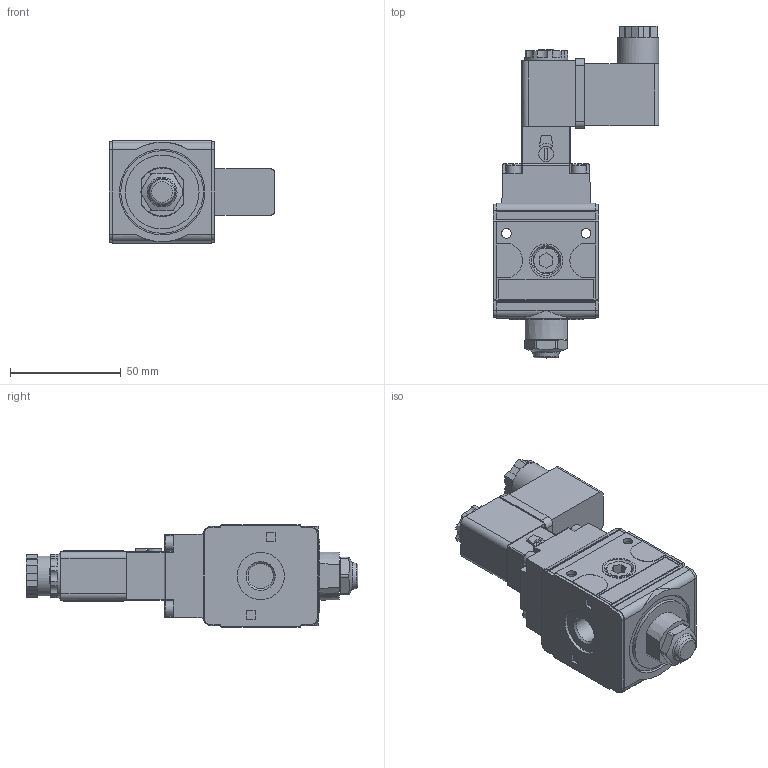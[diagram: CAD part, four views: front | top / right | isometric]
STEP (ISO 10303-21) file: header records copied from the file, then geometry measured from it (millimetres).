
FILE_DESCRIPTION(/* description */ ('STEP AP214'),/* implementation_level */ '2;1');
FILE_NAME(/* name */ '005356',/* time_stamp */ '2026-03-18T16:28:00+01:00',/* author */ ('License CC BY-ND 4.0'),/* organization */ ('CADENAS'),/* preprocessor_version */ 'ST-DEVELOPER v20',/* originating_system */ 'PARTsolutions',/* authorisation */ ' ');
FILE_SCHEMA (('AUTOMOTIVE_DESIGN {1 0 10303 214 3 1 1}'));
Length unit declared in the file: millimetre
Products named in the file (3): 005356; S 11-4-00000-G; S 11-4-2
Assembly tree (2 placements, depth 2):
  005356
    S 11-4-00000-G
    S 11-4-2
Bounding box: 74.8 x 150.1 x 47 mm (x, y, z)
Volume: 187295.8 mm3; surface area: 34104.8 mm2
Topology: 2 solids, 2 shells, 413 faces, 1026 edges, 669 vertices
Faces by surface type: plane 297, cylinder 87, cone 17, torus 12
Full cylindrical faces by diameter (mm): 3 x1, 4.4 x4, 5 x1, 6.8 x1, 7 x4, 7.1 x1, 7.2 x1, 9.7 x1, 10 x1, 11.445 x2, 13.157 x1, 15.1 x2, 15.3 x1, 15.7 x1, 16 x1, 18.5 x1, 19.2 x1, 19.5 x1, 21.4 x2, 33.4 x1, 37.4 x1, 38.6 x1
Entity records: 14882 total; most frequent: CARTESIAN_POINT 2177, DIRECTION 2005, ORIENTED_EDGE 1934, EDGE_CURVE 967, LINE 689, VECTOR 689, VERTEX_POINT 662, AXIS2_PLACEMENT_3D 658
